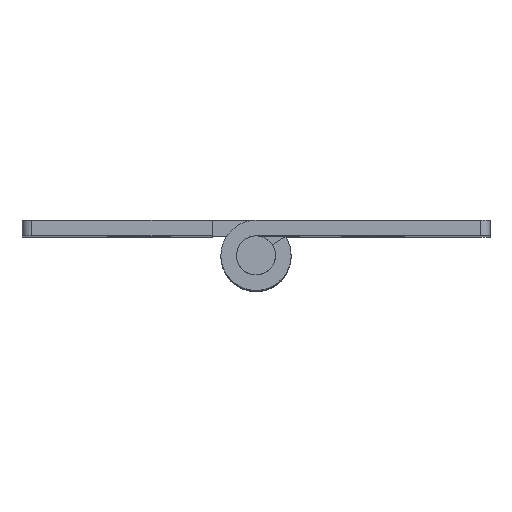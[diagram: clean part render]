
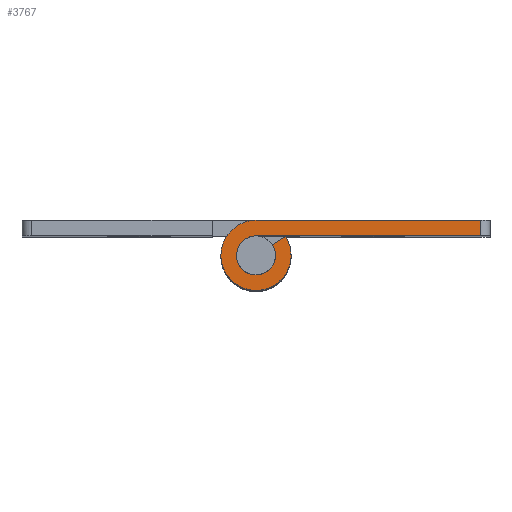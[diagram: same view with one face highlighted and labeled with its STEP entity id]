
A CAD part, top view. The second image highlights one B-rep face of the part: STEP entity #3767.
In plain terms, the highlighted free-form (B-spline) face has degree [1, 1] with [2, 2] control points.
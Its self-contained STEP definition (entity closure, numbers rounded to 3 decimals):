
#3142=CARTESIAN_POINT('',(23.0,2.0,76.));
#3143=VERTEX_POINT('',#3142);
#3164=CARTESIAN_POINT('',(23.0,3.6,76.));
#3165=VERTEX_POINT('',#3164);
#3179=CARTESIAN_POINT('',(23.0,2.0,76.));
#3180=CARTESIAN_POINT('',(23.0,3.6,76.));
#3181=QUASI_UNIFORM_CURVE('',1,(#3179,#3180),.UNSPECIFIED.,.F.,.U.);
#3182=EDGE_CURVE('',#3143,#3165,#3181,.T.);
#3698=CARTESIAN_POINT('',(-4.928,-3.958,76.));
#3699=CARTESIAN_POINT('',(24.329,-3.958,76.));
#3700=CARTESIAN_POINT('',(-4.928,3.96,76.));
#3701=CARTESIAN_POINT('',(24.329,3.96,76.));
#3702=B_SPLINE_SURFACE_WITH_KNOTS('',1,1,((#3698,#3700),(#3699,#3701)),.UNSPECIFIED.,.F.,.F.,.U.,(2,2),(2,2),(0.0,29.257),(0.0,7.918),.UNSPECIFIED.);
#3703=CARTESIAN_POINT('',(0.,2.0,76.));
#3704=VERTEX_POINT('',#3703);
#3705=CARTESIAN_POINT('',(0.,2.0,76.));
#3706=CARTESIAN_POINT('',(23.0,2.0,76.));
#3707=QUASI_UNIFORM_CURVE('',1,(#3705,#3706),.UNSPECIFIED.,.F.,.U.);
#3708=EDGE_CURVE('',#3704,#3143,#3707,.T.);
#3709=ORIENTED_EDGE('',*,*,#3708,.T.);
#3710=ORIENTED_EDGE('',*,*,#3182,.T.);
#3711=CARTESIAN_POINT('',(0.004,3.6,76.));
#3712=VERTEX_POINT('',#3711);
#3713=CARTESIAN_POINT('',(23.0,3.6,76.));
#3714=CARTESIAN_POINT('',(0.004,3.6,76.));
#3715=QUASI_UNIFORM_CURVE('',1,(#3713,#3714),.UNSPECIFIED.,.F.,.U.);
#3716=EDGE_CURVE('',#3165,#3712,#3715,.T.);
#3717=ORIENTED_EDGE('',*,*,#3716,.T.);
#3718=CARTESIAN_POINT('',(3.026,1.95,76.));
#3719=VERTEX_POINT('',#3718);
#3720=CARTESIAN_POINT('',(3.026,1.95,76.));
#3721=CARTESIAN_POINT('',(4.542,-0.402,76.));
#3722=CARTESIAN_POINT('',(2.636,-2.451,76.));
#3723=CARTESIAN_POINT('',(0.731,-4.501,76.));
#3724=CARTESIAN_POINT('',(-1.725,-3.16,76.));
#3725=CARTESIAN_POINT('',(-4.181,-1.819,76.));
#3726=CARTESIAN_POINT('',(-3.488,0.892,76.));
#3727=CARTESIAN_POINT('',(-2.794,3.603,76.));
#3728=CARTESIAN_POINT('',(0.004,3.6,76.));
#3736=(BOUNDED_CURVE()B_SPLINE_CURVE(2,(#3720,#3721,#3722,#3723,#3724,#3725,#3726,#3727,#3728),.UNSPECIFIED.,.F.,.U.)B_SPLINE_CURVE_WITH_KNOTS((3,2,2,2,3),(0.0,0.25,0.5,0.75,1.0),.UNSPECIFIED.)CURVE()GEOMETRIC_REPRESENTATION_ITEM()RATIONAL_B_SPLINE_CURVE((1.0,0.79,1.0,0.79,1.0,0.79,1.0,0.79,1.0))REPRESENTATION_ITEM(''));
#3737=EDGE_CURVE('',#3719,#3712,#3736,.T.);
#3738=ORIENTED_EDGE('',*,*,#3737,.F.);
#3739=CARTESIAN_POINT('',(1.681,1.083,76.));
#3740=VERTEX_POINT('',#3739);
#3741=CARTESIAN_POINT('',(3.026,1.95,76.));
#3742=CARTESIAN_POINT('',(1.681,1.083,76.));
#3743=QUASI_UNIFORM_CURVE('',1,(#3741,#3742),.UNSPECIFIED.,.F.,.U.);
#3744=EDGE_CURVE('',#3719,#3740,#3743,.T.);
#3745=ORIENTED_EDGE('',*,*,#3744,.T.);
#3746=CARTESIAN_POINT('',(1.681,1.083,76.));
#3747=CARTESIAN_POINT('',(2.523,-0.223,76.));
#3748=CARTESIAN_POINT('',(1.465,-1.361,76.));
#3749=CARTESIAN_POINT('',(0.407,-2.5,76.));
#3750=CARTESIAN_POINT('',(-0.957,-1.756,76.));
#3751=CARTESIAN_POINT('',(-2.322,-1.012,76.));
#3752=CARTESIAN_POINT('',(-1.938,0.494,76.));
#3753=CARTESIAN_POINT('',(-1.554,2.,76.));
#3754=CARTESIAN_POINT('',(0.0,2.0,76.));
#3762=(BOUNDED_CURVE()B_SPLINE_CURVE(2,(#3746,#3747,#3748,#3749,#3750,#3751,#3752,#3753,#3754),.UNSPECIFIED.,.F.,.U.)B_SPLINE_CURVE_WITH_KNOTS((3,2,2,2,3),(0.0,0.25,0.5,0.75,1.0),.UNSPECIFIED.)CURVE()GEOMETRIC_REPRESENTATION_ITEM()RATIONAL_B_SPLINE_CURVE((1.0,0.79,1.0,0.79,1.0,0.79,1.0,0.79,1.0))REPRESENTATION_ITEM(''));
#3763=EDGE_CURVE('',#3740,#3704,#3762,.T.);
#3764=ORIENTED_EDGE('',*,*,#3763,.T.);
#3765=EDGE_LOOP('',(#3709,#3710,#3717,#3738,#3745,#3764));
#3766=FACE_OUTER_BOUND('',#3765,.T.);
#3767=ADVANCED_FACE('',(#3766),#3702,.T.);
